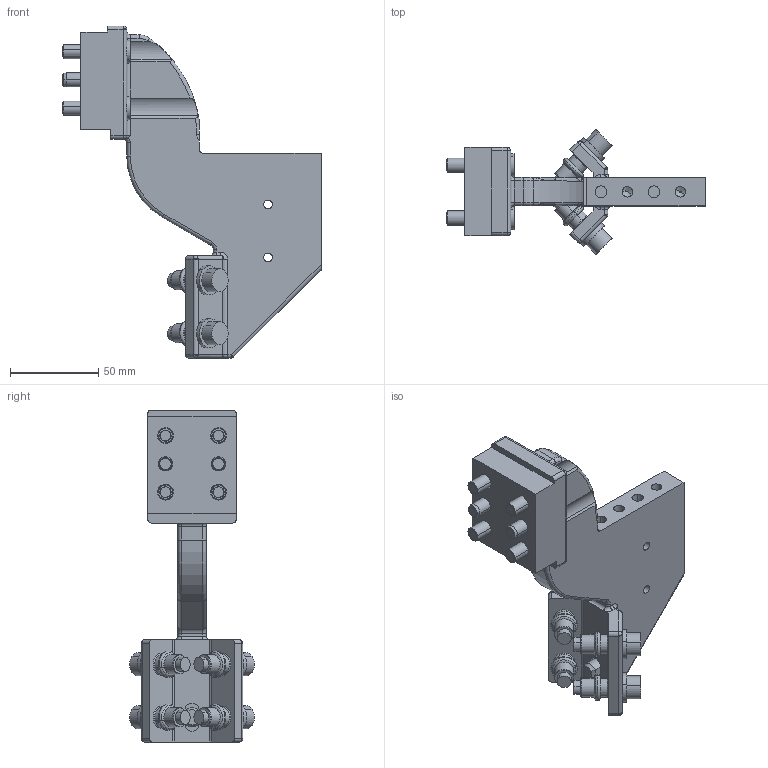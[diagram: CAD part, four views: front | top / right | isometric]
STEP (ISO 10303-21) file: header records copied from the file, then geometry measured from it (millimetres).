
FILE_DESCRIPTION(('CATIA V5 STEP'),'2;1');
FILE_NAME('AEGT275.stp','2018-07-30T02:30:14+00:00',('none'),('none'),'CATIA Version 5 Release 21 GA (IN-10)','CATIA V5 STEP AP214','none');
FILE_SCHEMA(('AUTOMOTIVE_DESIGN { 1 0 10303 214 1 1 1 1 }'));
Length unit declared in the file: millimetre
Products named in the file (1): AEGT275
Bounding box: 146.18 x 70.68 x 188 mm (x, y, z)
Volume: 265226.6 mm3; surface area: 63269.9 mm2
Topology: 1 solids, 6 shells, 522 faces, 1226 edges, 748 vertices
Faces by surface type: cylinder 236, plane 159, torus 49, cone 49, sphere 28, bspline 1
Entity records: 15246 total; most frequent: CARTESIAN_POINT 4042, ORIENTED_EDGE 2386, DIRECTION 1960, EDGE_CURVE 1193, AXIS2_PLACEMENT_3D 1014, VERTEX_POINT 748, EDGE_LOOP 601, CIRCLE 559
